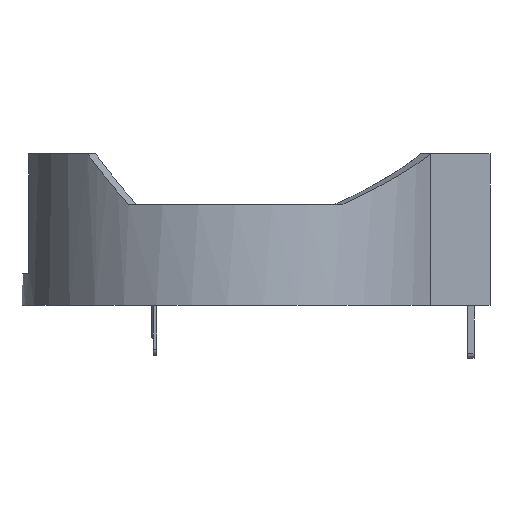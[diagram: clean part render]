
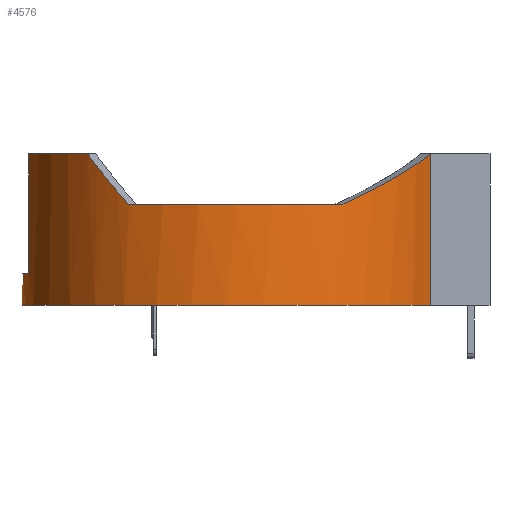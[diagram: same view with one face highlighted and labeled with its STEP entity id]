
A CAD part, left-side view. The second image highlights one B-rep face of the part: STEP entity #4576.
In plain terms, the highlighted cylindrical face has radius 13.375 mm (diameter 26.75 mm), a partial arc.
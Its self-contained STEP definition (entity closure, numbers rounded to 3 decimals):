
#68=ELLIPSE('',#4887,18.915,13.375);
#69=ELLIPSE('',#4889,14.425,13.375);
#70=ELLIPSE('',#4890,14.425,13.375);
#71=ELLIPSE('',#4892,18.915,13.375);
#88=CYLINDRICAL_SURFACE('',#4886,13.375);
#153=CIRCLE('',#4856,13.375);
#160=CIRCLE('',#4870,13.375);
#163=CIRCLE('',#4874,13.375);
#172=CIRCLE('',#4885,13.375);
#173=CIRCLE('',#4888,13.375);
#174=CIRCLE('',#4891,13.375);
#462=ORIENTED_EDGE('',*,*,#1836,.F.);
#463=ORIENTED_EDGE('',*,*,#1784,.F.);
#464=ORIENTED_EDGE('',*,*,#1837,.T.);
#465=ORIENTED_EDGE('',*,*,#1809,.T.);
#466=ORIENTED_EDGE('',*,*,#1838,.F.);
#467=ORIENTED_EDGE('',*,*,#1839,.T.);
#468=ORIENTED_EDGE('',*,*,#1840,.T.);
#469=ORIENTED_EDGE('',*,*,#1841,.T.);
#470=ORIENTED_EDGE('',*,*,#1717,.F.);
#471=ORIENTED_EDGE('',*,*,#1842,.F.);
#472=ORIENTED_EDGE('',*,*,#1843,.F.);
#473=ORIENTED_EDGE('',*,*,#1844,.T.);
#474=ORIENTED_EDGE('',*,*,#1845,.T.);
#475=ORIENTED_EDGE('',*,*,#1835,.T.);
#1717=EDGE_CURVE('',#2411,#2412,#153,.T.);
#1784=EDGE_CURVE('',#2468,#2469,#160,.T.);
#1809=EDGE_CURVE('',#2492,#2491,#163,.T.);
#1835=EDGE_CURVE('',#2510,#2515,#172,.T.);
#1836=EDGE_CURVE('',#2469,#2515,#2962,.T.);
#1837=EDGE_CURVE('',#2468,#2492,#2963,.T.);
#1838=EDGE_CURVE('',#2516,#2491,#68,.T.);
#1839=EDGE_CURVE('',#2516,#2517,#173,.T.);
#1840=EDGE_CURVE('',#2517,#2518,#69,.F.);
#1841=EDGE_CURVE('',#2518,#2412,#2964,.T.);
#1842=EDGE_CURVE('',#2519,#2411,#2965,.T.);
#1843=EDGE_CURVE('',#2520,#2519,#70,.T.);
#1844=EDGE_CURVE('',#2520,#2521,#174,.T.);
#1845=EDGE_CURVE('',#2521,#2510,#71,.F.);
#2411=VERTEX_POINT('',#6673);
#2412=VERTEX_POINT('',#6675);
#2468=VERTEX_POINT('',#6804);
#2469=VERTEX_POINT('',#6806);
#2491=VERTEX_POINT('',#6853);
#2492=VERTEX_POINT('',#6855);
#2510=VERTEX_POINT('',#6896);
#2515=VERTEX_POINT('',#6905);
#2516=VERTEX_POINT('',#6911);
#2517=VERTEX_POINT('',#6913);
#2518=VERTEX_POINT('',#6915);
#2519=VERTEX_POINT('',#6918);
#2520=VERTEX_POINT('',#6920);
#2521=VERTEX_POINT('',#6922);
#2962=LINE('',#6908,#3478);
#2963=LINE('',#6909,#3479);
#2964=LINE('',#6916,#3480);
#2965=LINE('',#6917,#3481);
#3478=VECTOR('',#5468,1000.);
#3479=VECTOR('',#5469,1000.);
#3480=VECTOR('',#5476,1000.);
#3481=VECTOR('',#5477,1000.);
#3878=EDGE_LOOP('',(#462,#463,#464,#465,#466,#467,#468,#469,#470,#471,#472,
#473,#474,#475));
#4144=FACE_BOUND('',#3878,.T.);
#4576=ADVANCED_FACE('',(#4144),#88,.T.);
#4856=AXIS2_PLACEMENT_3D('',#6674,#5307,#5308);
#4870=AXIS2_PLACEMENT_3D('',#6805,#5395,#5396);
#4874=AXIS2_PLACEMENT_3D('',#6854,#5425,#5426);
#4885=AXIS2_PLACEMENT_3D('',#6906,#5464,#5465);
#4886=AXIS2_PLACEMENT_3D('',#6907,#5466,#5467);
#4887=AXIS2_PLACEMENT_3D('',#6910,#5470,#5471);
#4888=AXIS2_PLACEMENT_3D('',#6912,#5472,#5473);
#4889=AXIS2_PLACEMENT_3D('',#6914,#5474,#5475);
#4890=AXIS2_PLACEMENT_3D('',#6919,#5478,#5479);
#4891=AXIS2_PLACEMENT_3D('',#6921,#5480,#5481);
#4892=AXIS2_PLACEMENT_3D('',#6923,#5482,#5483);
#5307=DIRECTION('',(0.,0.,-1.));
#5308=DIRECTION('',(-1.,0.,0.));
#5395=DIRECTION('',(0.,0.,1.));
#5396=DIRECTION('',(1.,0.,0.));
#5425=DIRECTION('',(0.,0.,-1.));
#5426=DIRECTION('',(-1.,0.,0.));
#5464=DIRECTION('',(0.,0.,-1.));
#5465=DIRECTION('',(-1.,0.,0.));
#5466=DIRECTION('',(0.,0.,-1.));
#5467=DIRECTION('',(-1.,0.,0.));
#5468=DIRECTION('',(0.,0.,1.));
#5469=DIRECTION('',(0.,0.,1.));
#5470=DIRECTION('',(0.354,-0.612,0.707));
#5471=DIRECTION('',(0.354,-0.612,-0.707));
#5472=DIRECTION('',(0.,0.,-1.));
#5473=DIRECTION('',(-1.,0.,0.));
#5474=DIRECTION('',(0.187,0.324,0.927));
#5475=DIRECTION('',(0.464,0.803,-0.375));
#5476=DIRECTION('',(0.,0.,-1.));
#5477=DIRECTION('',(0.,0.,-1.));
#5478=DIRECTION('',(-0.187,0.324,0.927));
#5479=DIRECTION('',(-0.464,0.803,-0.375));
#5480=DIRECTION('',(0.,0.,-1.));
#5481=DIRECTION('',(1.,0.,0.));
#5482=DIRECTION('',(-0.354,-0.612,0.707));
#5483=DIRECTION('',(-0.354,-0.612,-0.707));
#6673=CARTESIAN_POINT('',(-5.4,-12.236,0.));
#6674=CARTESIAN_POINT('',(0.,0.,0.));
#6675=CARTESIAN_POINT('',(5.4,-12.236,0.));
#6804=CARTESIAN_POINT('',(3.383,12.94,2.));
#6805=CARTESIAN_POINT('',(0.,0.,2.));
#6806=CARTESIAN_POINT('',(-3.383,12.94,2.));
#6853=CARTESIAN_POINT('',(9.647,9.265,9.5));
#6854=CARTESIAN_POINT('',(0.,0.,9.5));
#6855=CARTESIAN_POINT('',(3.383,12.94,9.5));
#6896=CARTESIAN_POINT('',(-9.647,9.265,9.5));
#6905=CARTESIAN_POINT('',(-3.383,12.94,9.5));
#6906=CARTESIAN_POINT('',(0.,0.,9.5));
#6907=CARTESIAN_POINT('',(0.,0.,54.));
#6908=CARTESIAN_POINT('',(-3.383,12.94,-31.328));
#6909=CARTESIAN_POINT('',(3.383,12.94,-31.328));
#6910=CARTESIAN_POINT('',(0.,0.,6.3));
#6911=CARTESIAN_POINT('',(11.583,6.688,6.3));
#6912=CARTESIAN_POINT('',(0.,0.,6.3));
#6913=CARTESIAN_POINT('',(11.583,-6.688,6.3));
#6914=CARTESIAN_POINT('',(0.,0.,6.3));
#6915=CARTESIAN_POINT('',(5.4,-12.236,9.491));
#6916=CARTESIAN_POINT('',(5.4,-12.236,40.828));
#6917=CARTESIAN_POINT('',(-5.4,-12.236,40.828));
#6918=CARTESIAN_POINT('',(-5.4,-12.236,9.491));
#6919=CARTESIAN_POINT('',(0.,0.,6.3));
#6920=CARTESIAN_POINT('',(-11.583,-6.688,6.3));
#6921=CARTESIAN_POINT('',(0.,0.,6.3));
#6922=CARTESIAN_POINT('',(-11.583,6.687,6.3));
#6923=CARTESIAN_POINT('',(0.,0.,6.3));
